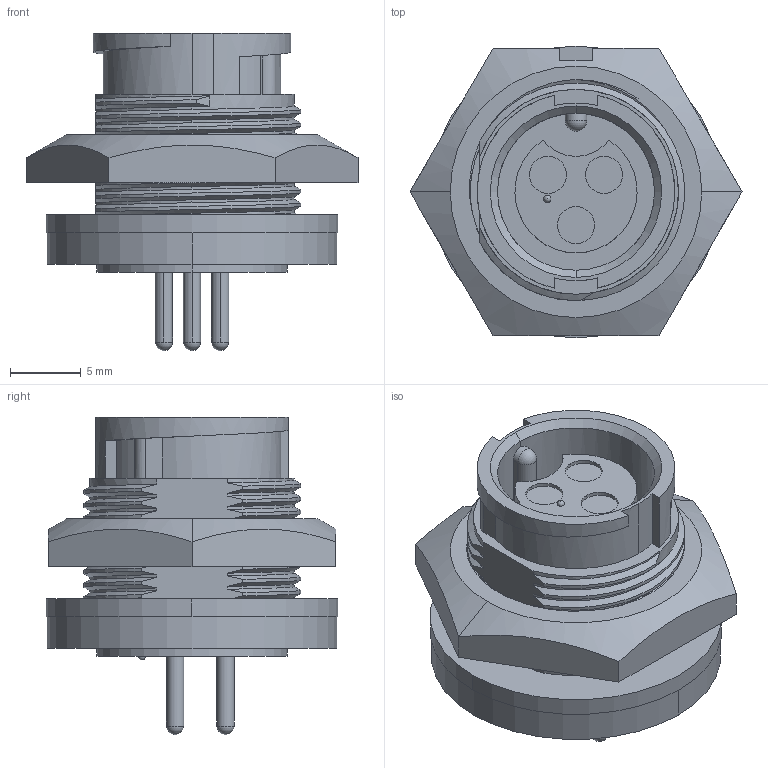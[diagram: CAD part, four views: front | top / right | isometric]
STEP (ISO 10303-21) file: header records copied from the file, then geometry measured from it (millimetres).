
FILE_DESCRIPTION (( 'STEP AP203' ), '1' );
FILE_NAME ('7381-3SG-300.STEP', '2015-11-16T21:00:49', ( '' ), ( '' ), 'SwSTEP 2.0', 'SolidWorks 2014', '' );
FILE_SCHEMA (( 'CONFIG_CONTROL_DESIGN' ));
Length unit declared in the file: inch
Products named in the file (1): 7381-3SG-300
Bounding box: 23.46 x 20.62 x 22.43 mm (x, y, z)
Volume: 3407 mm3; surface area: 2980.3 mm2
Topology: 2 solids, 2 shells, 152 faces, 415 edges, 275 vertices
Faces by surface type: cylinder 81, plane 37, bspline 24, sphere 6, cone 4
Entity records: 10669 total; most frequent: CARTESIAN_POINT 7263, ORIENTED_EDGE 800, DIRECTION 573, EDGE_CURVE 400, VERTEX_POINT 266, AXIS2_PLACEMENT_3D 209, EDGE_LOOP 168, VECTOR 155
